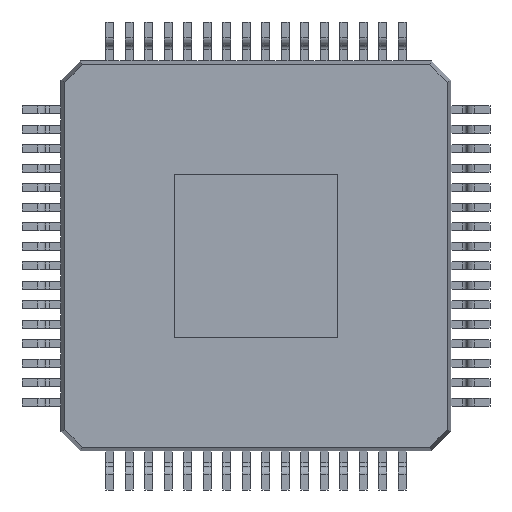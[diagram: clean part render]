
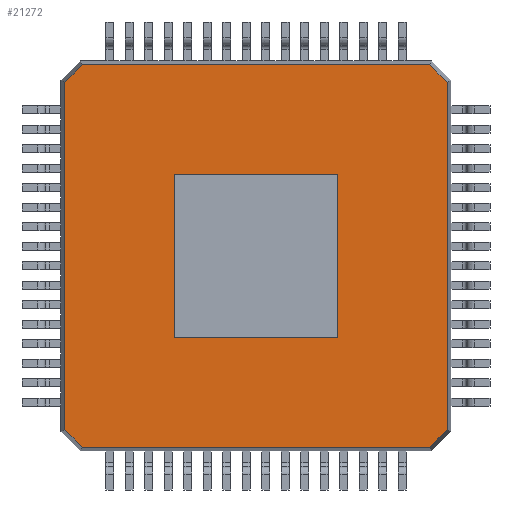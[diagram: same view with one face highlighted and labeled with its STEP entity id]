
A CAD part, front view. The second image highlights one B-rep face of the part: STEP entity #21272.
In plain terms, the highlighted planar face has unit normal (0, -1, 0).
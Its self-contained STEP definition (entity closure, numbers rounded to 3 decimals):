
#20=DIRECTION('',(0.,0.,1.));
#21=VECTOR('',#20,8.917);
#22=CARTESIAN_POINT('',(4.9,0.,-4.459));
#23=LINE('',#22,#21);
#28=DIRECTION('',(0.707,0.,0.707));
#29=VECTOR('',#28,0.624);
#30=CARTESIAN_POINT('',(4.459,0.,-4.9));
#31=LINE('',#30,#29);
#35=DIRECTION('',(1.,0.,0.));
#36=VECTOR('',#35,8.917);
#37=CARTESIAN_POINT('',(-4.459,0.,-4.9));
#38=LINE('',#37,#36);
#42=DIRECTION('',(0.707,0.,-0.707));
#43=VECTOR('',#42,0.624);
#44=CARTESIAN_POINT('',(-4.9,0.,-4.459));
#45=LINE('',#44,#43);
#49=DIRECTION('',(0.,0.,-1.));
#50=VECTOR('',#49,8.917);
#51=CARTESIAN_POINT('',(-4.9,0.,4.459));
#52=LINE('',#51,#50);
#56=DIRECTION('',(-0.707,0.,-0.707));
#57=VECTOR('',#56,0.624);
#58=CARTESIAN_POINT('',(-4.459,0.,4.9));
#59=LINE('',#58,#57);
#63=DIRECTION('',(-1.,0.,0.));
#64=VECTOR('',#63,8.917);
#65=CARTESIAN_POINT('',(4.459,0.,4.9));
#66=LINE('',#65,#64);
#70=DIRECTION('',(-0.707,0.,0.707));
#71=VECTOR('',#70,0.624);
#72=CARTESIAN_POINT('',(4.9,0.,4.459));
#73=LINE('',#72,#71);
#77=DIRECTION('',(0.,0.,-1.));
#78=VECTOR('',#77,4.2);
#79=CARTESIAN_POINT('',(-2.1,0.,2.1));
#80=LINE('',#79,#78);
#84=DIRECTION('',(1.,0.,0.));
#85=VECTOR('',#84,4.2);
#86=CARTESIAN_POINT('',(-2.1,0.,-2.1));
#87=LINE('',#86,#85);
#91=DIRECTION('',(0.,0.,1.));
#92=VECTOR('',#91,4.2);
#93=CARTESIAN_POINT('',(2.1,0.,-2.1));
#94=LINE('',#93,#92);
#98=DIRECTION('',(-1.,0.,0.));
#99=VECTOR('',#98,4.2);
#100=CARTESIAN_POINT('',(2.1,0.,2.1));
#101=LINE('',#100,#99);
#20995=CARTESIAN_POINT('',(4.9,0.,-4.459));
#20996=CARTESIAN_POINT('',(4.9,0.,4.459));
#20997=VERTEX_POINT('',#20995);
#20998=VERTEX_POINT('',#20996);
#20999=CARTESIAN_POINT('',(4.459,0.,-4.9));
#21000=VERTEX_POINT('',#20999);
#21069=CARTESIAN_POINT('',(-4.459,0.,-4.9));
#21070=VERTEX_POINT('',#21069);
#21071=CARTESIAN_POINT('',(-4.9,0.,-4.459));
#21072=VERTEX_POINT('',#21071);
#21141=CARTESIAN_POINT('',(-4.9,0.,4.459));
#21142=VERTEX_POINT('',#21141);
#21145=CARTESIAN_POINT('',(-4.459,0.,4.9));
#21146=VERTEX_POINT('',#21145);
#21213=CARTESIAN_POINT('',(4.459,0.,4.9));
#21214=VERTEX_POINT('',#21213);
#21223=CARTESIAN_POINT('',(-2.1,0.,2.1));
#21224=CARTESIAN_POINT('',(-2.1,0.,-2.1));
#21225=VERTEX_POINT('',#21223);
#21226=VERTEX_POINT('',#21224);
#21227=CARTESIAN_POINT('',(2.1,0.,-2.1));
#21228=VERTEX_POINT('',#21227);
#21229=CARTESIAN_POINT('',(2.1,0.,2.1));
#21230=VERTEX_POINT('',#21229);
#21239=CARTESIAN_POINT('',(0.,0.,0.));
#21240=DIRECTION('',(0.,1.,0.));
#21241=DIRECTION('',(1.,0.,0.));
#21242=AXIS2_PLACEMENT_3D('',#21239,#21240,#21241);
#21243=PLANE('',#21242);
#21245=ORIENTED_EDGE('',*,*,#21244,.F.);
#21247=ORIENTED_EDGE('',*,*,#21246,.F.);
#21249=ORIENTED_EDGE('',*,*,#21248,.F.);
#21251=ORIENTED_EDGE('',*,*,#21250,.F.);
#21253=ORIENTED_EDGE('',*,*,#21252,.F.);
#21255=ORIENTED_EDGE('',*,*,#21254,.F.);
#21257=ORIENTED_EDGE('',*,*,#21256,.F.);
#21259=ORIENTED_EDGE('',*,*,#21258,.F.);
#21260=EDGE_LOOP('',(#21245,#21247,#21249,#21251,#21253,#21255,#21257,#21259));
#21261=FACE_OUTER_BOUND('',#21260,.F.);
#21263=ORIENTED_EDGE('',*,*,#21262,.T.);
#21265=ORIENTED_EDGE('',*,*,#21264,.T.);
#21267=ORIENTED_EDGE('',*,*,#21266,.T.);
#21269=ORIENTED_EDGE('',*,*,#21268,.T.);
#21270=EDGE_LOOP('',(#21263,#21265,#21267,#21269));
#21271=FACE_BOUND('',#21270,.F.);
#21244=EDGE_CURVE('',#20997,#20998,#23,.T.);
#21246=EDGE_CURVE('',#21000,#20997,#31,.T.);
#21248=EDGE_CURVE('',#21070,#21000,#38,.T.);
#21250=EDGE_CURVE('',#21072,#21070,#45,.T.);
#21252=EDGE_CURVE('',#21142,#21072,#52,.T.);
#21254=EDGE_CURVE('',#21146,#21142,#59,.T.);
#21256=EDGE_CURVE('',#21214,#21146,#66,.T.);
#21258=EDGE_CURVE('',#20998,#21214,#73,.T.);
#21262=EDGE_CURVE('',#21225,#21226,#80,.T.);
#21264=EDGE_CURVE('',#21226,#21228,#87,.T.);
#21266=EDGE_CURVE('',#21228,#21230,#94,.T.);
#21268=EDGE_CURVE('',#21230,#21225,#101,.T.);
#21272=ADVANCED_FACE('',(#21261,#21271),#21243,.F.);
